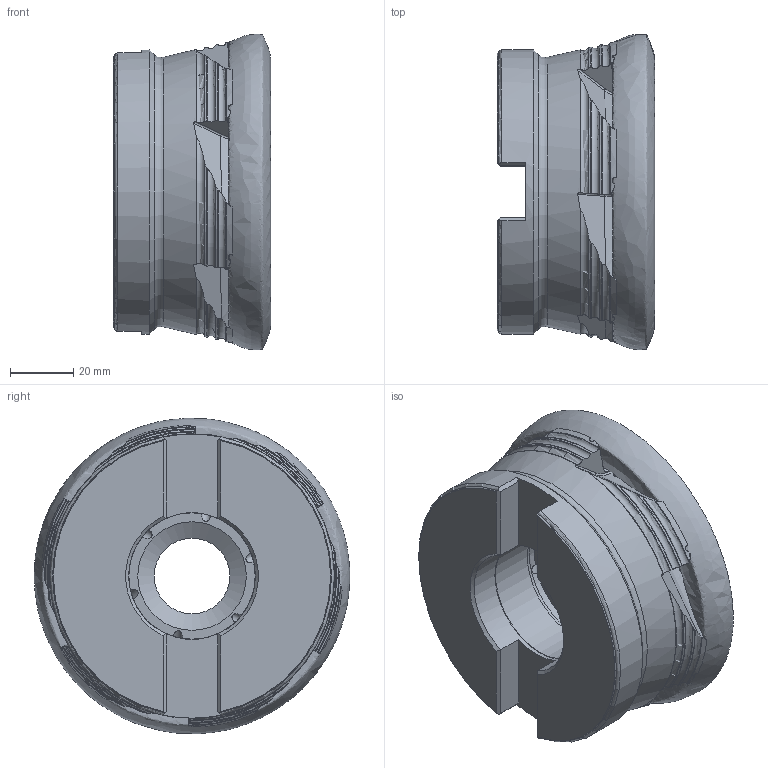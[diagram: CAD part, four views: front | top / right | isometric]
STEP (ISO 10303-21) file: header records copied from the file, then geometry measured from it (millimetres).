
FILE_DESCRIPTION (( 'STEP AP214' ), '1' );
FILE_NAME ('00PP-100-12-6.STEP', '2013-10-15T12:55:43', ( '' ), ( '' ), 'SwSTEP 2.0', 'SolidWorks 2013', '' );
FILE_SCHEMA (( 'AUTOMOTIVE_DESIGN' ));
Length unit declared in the file: millimetre
Products named in the file (1): 00PP-100-12-6
Bounding box: 49.9 x 99.95 x 99.9 mm (x, y, z)
Volume: 263946.4 mm3; surface area: 36824.8 mm2
Topology: 1 solids, 7 shells, 363 faces, 1053 edges, 686 vertices
Faces by surface type: plane 126, cylinder 71, torus 65, cone 64, bspline 37
Full cylindrical faces by diameter (mm): 3 x6, 24 x1, 40 x1, 40.15 x1, 40.3 x1, 90 x1
Entity records: 16876 total; most frequent: CARTESIAN_POINT 8457, ORIENTED_EDGE 2018, DIRECTION 1370, EDGE_CURVE 1009, VERTEX_POINT 667, AXIS2_PLACEMENT_3D 564, B_SPLINE_CURVE_WITH_KNOTS 466, EDGE_LOOP 394
